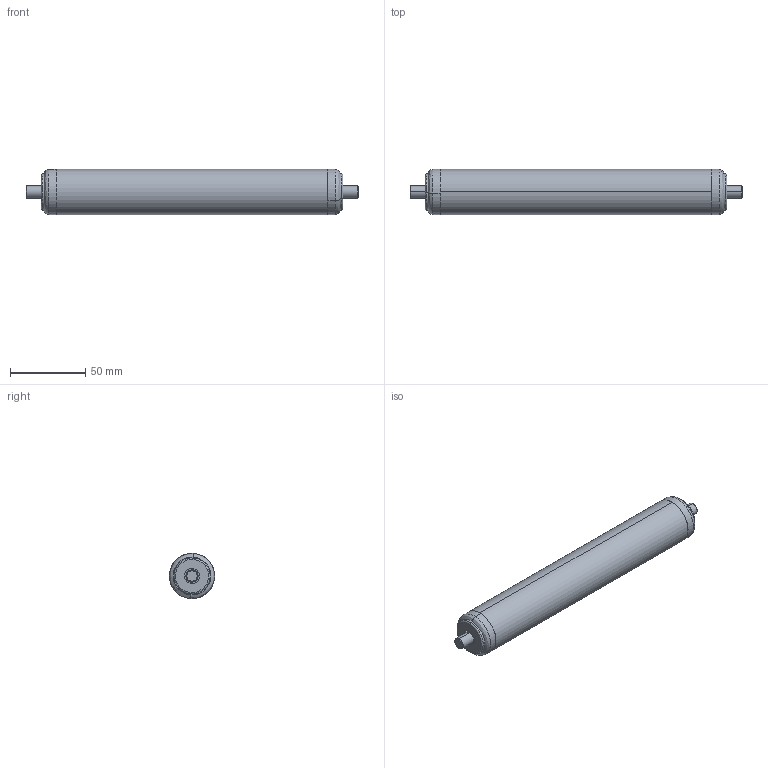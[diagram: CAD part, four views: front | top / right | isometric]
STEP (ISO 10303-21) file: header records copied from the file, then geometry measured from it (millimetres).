
FILE_DESCRIPTION (( 'STEP AP214' ), '1' );
FILE_NAME ('0034504TWG_KUT50-30x1,8-KB-A8-FA-EL=200_(A-03).step', '2018-11-28T10:17:18', ( '' ), ( '' ), 'SwSTEP 2.0', 'SolidWorks 2018', '' );
FILE_SCHEMA (( 'AUTOMOTIVE_DESIGN' ));
Length unit declared in the file: millimetre
Products named in the file (6): 0034504TWG_KUT50-30x1,8-KB-A8-FA-EL=200_(A-03); 0039756_Typ-100N_30x1,8-8_KU; 0017013_Tragrollenrohr-Ø30x1,8KU_KFG_L=180; 0040250_DRUCK-FEDER-8mm; 0039778-Achse-ST-Ø08-KFG_AL220-G-FA; 0024176_Passscheibe_DIN988_8x14x1
Assembly tree (8 placements, depth 2):
  0034504TWG_KUT50-30x1,8-KB-A8-FA-EL=200_(A-03)
    0039778-Achse-ST-Ø08-KFG_AL220-G-FA
    0039756_Typ-100N_30x1,8-8_KU  x2
    0017013_Tragrollenrohr-Ø30x1,8KU_KFG_L=180
    0024176_Passscheibe_DIN988_8x14x1  x3
    0040250_DRUCK-FEDER-8mm
Bounding box: 220 x 30 x 30 mm (x, y, z)
Volume: 57548.7 mm3; surface area: 59016.1 mm2
Topology: 30 solids, 30 shells, 498 faces, 1352 edges, 822 vertices
Faces by surface type: plane 168, bspline 158, cylinder 128, cone 36, torus 8
Entity records: 13929 total; most frequent: CARTESIAN_POINT 7078, DIRECTION 1399, ORIENTED_EDGE 1374, EDGE_CURVE 687, AXIS2_PLACEMENT_3D 599, VERTEX_POINT 453, CIRCLE 392, EDGE_LOOP 296
